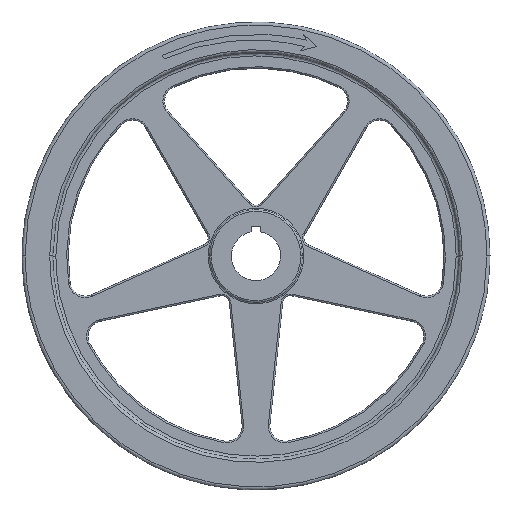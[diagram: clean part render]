
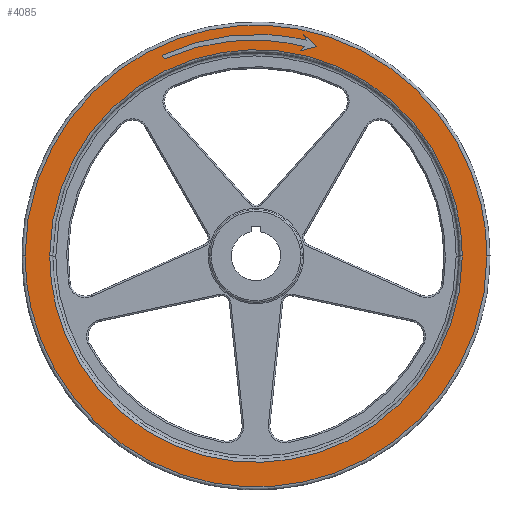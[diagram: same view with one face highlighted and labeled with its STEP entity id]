
A CAD part, left-side view. The second image highlights one B-rep face of the part: STEP entity #4085.
In plain terms, the highlighted free-form (B-spline) face has degree [1, 1] with [2, 2] control points.
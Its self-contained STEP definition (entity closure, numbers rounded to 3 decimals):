
#400 = VERTEX_POINT('',#401);
#401 = CARTESIAN_POINT('',(-8.711,-65.332,
    0.));
#407 = EDGE_CURVE('',#400,#408,#410,.T.);
#408 = VERTEX_POINT('',#409);
#409 = CARTESIAN_POINT('',(-8.711,65.332,
    0.));
#410 = ( BOUNDED_CURVE() B_SPLINE_CURVE(2,(#411,#412,#413,#414,#415),
.UNSPECIFIED.,.F.,.F.) B_SPLINE_CURVE_WITH_KNOTS((3,2,3),(1.571
,3.142,4.712),.PIECEWISE_BEZIER_KNOTS.) CURVE() 
GEOMETRIC_REPRESENTATION_ITEM() RATIONAL_B_SPLINE_CURVE((1.,
0.707,1.,0.707,1.)) REPRESENTATION_ITEM('') );
#411 = CARTESIAN_POINT('',(-8.711,-65.332,
    0.));
#412 = CARTESIAN_POINT('',(-8.711,-65.332,
    -65.332));
#413 = CARTESIAN_POINT('',(-8.711,0.,
    -65.332));
#414 = CARTESIAN_POINT('',(-8.711,65.332,
    -65.332));
#415 = CARTESIAN_POINT('',(-8.711,65.332,
    0.));
#444 = EDGE_CURVE('',#408,#400,#445,.T.);
#445 = ( BOUNDED_CURVE() B_SPLINE_CURVE(2,(#446,#447,#448,#449,#450),
.UNSPECIFIED.,.F.,.F.) B_SPLINE_CURVE_WITH_KNOTS((3,2,3),(4.712
,6.283,7.854),.PIECEWISE_BEZIER_KNOTS.) CURVE() 
GEOMETRIC_REPRESENTATION_ITEM() RATIONAL_B_SPLINE_CURVE((1.,
0.707,1.,0.707,1.)) REPRESENTATION_ITEM('') );
#446 = CARTESIAN_POINT('',(-8.711,65.332,
    0.));
#447 = CARTESIAN_POINT('',(-8.711,65.332,
    65.332));
#448 = CARTESIAN_POINT('',(-8.711,0.,
    65.332));
#449 = CARTESIAN_POINT('',(-8.711,-65.332,
    65.332));
#450 = CARTESIAN_POINT('',(-8.711,-65.332,
    0.));
#476 = VERTEX_POINT('',#477);
#477 = CARTESIAN_POINT('',(-8.711,-58.363,
    0.));
#494 = VERTEX_POINT('',#495);
#495 = CARTESIAN_POINT('',(-8.711,58.363,
    0.));
#501 = EDGE_CURVE('',#476,#494,#502,.T.);
#502 = ( BOUNDED_CURVE() B_SPLINE_CURVE(2,(#503,#504,#505,#506,#507),
.UNSPECIFIED.,.F.,.F.) B_SPLINE_CURVE_WITH_KNOTS((3,2,3),(1.571
,3.142,4.712),.PIECEWISE_BEZIER_KNOTS.) CURVE() 
GEOMETRIC_REPRESENTATION_ITEM() RATIONAL_B_SPLINE_CURVE((1.,
0.707,1.,0.707,1.)) REPRESENTATION_ITEM('') );
#503 = CARTESIAN_POINT('',(-8.711,-58.363,
    0.));
#504 = CARTESIAN_POINT('',(-8.711,-58.363,
    -58.363));
#505 = CARTESIAN_POINT('',(-8.711,0.,
    -58.363));
#506 = CARTESIAN_POINT('',(-8.711,58.363,
    -58.363));
#507 = CARTESIAN_POINT('',(-8.711,58.363,
    0.));
#538 = EDGE_CURVE('',#494,#476,#539,.T.);
#539 = ( BOUNDED_CURVE() B_SPLINE_CURVE(2,(#540,#541,#542,#543,#544),
.UNSPECIFIED.,.F.,.F.) B_SPLINE_CURVE_WITH_KNOTS((3,2,3),(4.712
,6.283,7.854),.PIECEWISE_BEZIER_KNOTS.) CURVE() 
GEOMETRIC_REPRESENTATION_ITEM() RATIONAL_B_SPLINE_CURVE((1.,
0.707,1.,0.707,1.)) REPRESENTATION_ITEM('') );
#540 = CARTESIAN_POINT('',(-8.711,58.363,
    0.));
#541 = CARTESIAN_POINT('',(-8.711,58.363,
    58.363));
#542 = CARTESIAN_POINT('',(-8.711,0.,
    58.363));
#543 = CARTESIAN_POINT('',(-8.711,-58.363,
    58.363));
#544 = CARTESIAN_POINT('',(-8.711,-58.363,
    0.));
#4085 = ADVANCED_FACE('',(#4086,#4090,#4143),#4147,.F.);
#4086 = FACE_BOUND('',#4087,.T.);
#4087 = EDGE_LOOP('',(#4088,#4089));
#4088 = ORIENTED_EDGE('',*,*,#444,.F.);
#4089 = ORIENTED_EDGE('',*,*,#407,.F.);
#4090 = FACE_BOUND('',#4091,.T.);
#4091 = EDGE_LOOP('',(#4092,#4101,#4109,#4116,#4123,#4130,#4137));
#4092 = ORIENTED_EDGE('',*,*,#4093,.F.);
#4093 = EDGE_CURVE('',#4094,#4096,#4098,.T.);
#4094 = VERTEX_POINT('',#4095);
#4095 = CARTESIAN_POINT('',(-8.711,26.553,
    56.82));
#4096 = VERTEX_POINT('',#4097);
#4097 = CARTESIAN_POINT('',(-8.711,26.006,
    55.786));
#4098 = B_SPLINE_CURVE_WITH_KNOTS('',1,(#4099,#4100),.UNSPECIFIED.,.F.,
  .F.,(2,2),(-0.672,0.672),.PIECEWISE_BEZIER_KNOTS.);
#4099 = CARTESIAN_POINT('',(-8.711,26.553,
    56.82));
#4100 = CARTESIAN_POINT('',(-8.711,26.006,
    55.786));
#4101 = ORIENTED_EDGE('',*,*,#4102,.T.);
#4102 = EDGE_CURVE('',#4094,#4103,#4105,.T.);
#4103 = VERTEX_POINT('',#4104);
#4104 = CARTESIAN_POINT('',(-8.711,-14.213,
    61.087));
#4105 = ( BOUNDED_CURVE() B_SPLINE_CURVE(2,(#4106,#4107,#4108),
.UNSPECIFIED.,.F.,.F.) B_SPLINE_CURVE_WITH_KNOTS((3,3),(5.846,
6.512),.PIECEWISE_BEZIER_KNOTS.) CURVE() 
GEOMETRIC_REPRESENTATION_ITEM() RATIONAL_B_SPLINE_CURVE((1.,
0.945,1.)) REPRESENTATION_ITEM('') );
#4106 = CARTESIAN_POINT('',(-8.711,26.553,
    56.82));
#4107 = CARTESIAN_POINT('',(-8.711,6.908,
    66.001));
#4108 = CARTESIAN_POINT('',(-8.711,-14.213,
    61.087));
#4109 = ORIENTED_EDGE('',*,*,#4110,.T.);
#4110 = EDGE_CURVE('',#4103,#4111,#4113,.T.);
#4111 = VERTEX_POINT('',#4112);
#4112 = CARTESIAN_POINT('',(-8.711,-13.394,
    62.77));
#4113 = B_SPLINE_CURVE_WITH_KNOTS('',1,(#4114,#4115),.UNSPECIFIED.,.F.,
  .F.,(2,2),(-1.074,1.074),.PIECEWISE_BEZIER_KNOTS.);
#4114 = CARTESIAN_POINT('',(-8.711,-14.213,
    61.087));
#4115 = CARTESIAN_POINT('',(-8.711,-13.394,
    62.77));
#4116 = ORIENTED_EDGE('',*,*,#4117,.T.);
#4117 = EDGE_CURVE('',#4111,#4118,#4120,.T.);
#4118 = VERTEX_POINT('',#4119);
#4119 = CARTESIAN_POINT('',(-8.711,-17.176,
    59.252));
#4120 = B_SPLINE_CURVE_WITH_KNOTS('',1,(#4121,#4122),.UNSPECIFIED.,.F.,
  .F.,(2,2),(-2.965,2.965),.PIECEWISE_BEZIER_KNOTS.);
#4121 = CARTESIAN_POINT('',(-8.711,-13.394,
    62.77));
#4122 = CARTESIAN_POINT('',(-8.711,-17.176,
    59.252));
#4123 = ORIENTED_EDGE('',*,*,#4124,.T.);
#4124 = EDGE_CURVE('',#4118,#4125,#4127,.T.);
#4125 = VERTEX_POINT('',#4126);
#4126 = CARTESIAN_POINT('',(-8.711,-12.509,
    58.04));
#4127 = B_SPLINE_CURVE_WITH_KNOTS('',1,(#4128,#4129),.UNSPECIFIED.,.F.,
  .F.,(2,2),(-2.768,2.768),.PIECEWISE_BEZIER_KNOTS.);
#4128 = CARTESIAN_POINT('',(-8.711,-17.176,
    59.252));
#4129 = CARTESIAN_POINT('',(-8.711,-12.509,
    58.04));
#4130 = ORIENTED_EDGE('',*,*,#4131,.F.);
#4131 = EDGE_CURVE('',#4132,#4125,#4134,.T.);
#4132 = VERTEX_POINT('',#4133);
#4133 = CARTESIAN_POINT('',(-8.711,-13.808,
    59.252));
#4134 = B_SPLINE_CURVE_WITH_KNOTS('',1,(#4135,#4136),.UNSPECIFIED.,.F.,
  .F.,(2,2),(-1.02,1.02),.PIECEWISE_BEZIER_KNOTS.);
#4135 = CARTESIAN_POINT('',(-8.711,-13.808,
    59.252));
#4136 = CARTESIAN_POINT('',(-8.711,-12.509,
    58.04));
#4137 = ORIENTED_EDGE('',*,*,#4138,.F.);
#4138 = EDGE_CURVE('',#4096,#4132,#4139,.T.);
#4139 = ( BOUNDED_CURVE() B_SPLINE_CURVE(2,(#4140,#4141,#4142),
.UNSPECIFIED.,.F.,.F.) B_SPLINE_CURVE_WITH_KNOTS((3,3),(5.863,
6.529),.PIECEWISE_BEZIER_KNOTS.) CURVE() 
GEOMETRIC_REPRESENTATION_ITEM() RATIONAL_B_SPLINE_CURVE((1.,
0.945,1.)) REPRESENTATION_ITEM('') );
#4140 = CARTESIAN_POINT('',(-8.711,26.006,
    55.786));
#4141 = CARTESIAN_POINT('',(-8.711,6.698,
    64.402));
#4142 = CARTESIAN_POINT('',(-8.711,-13.808,
    59.252));
#4143 = FACE_BOUND('',#4144,.T.);
#4144 = EDGE_LOOP('',(#4145,#4146));
#4145 = ORIENTED_EDGE('',*,*,#501,.T.);
#4146 = ORIENTED_EDGE('',*,*,#538,.T.);
#4147 = B_SPLINE_SURFACE_WITH_KNOTS('',1,1,(
    (#4148,#4149)
    ,(#4150,#4151
    )),.UNSPECIFIED.,.F.,.F.,.F.,(2,2),(2,2),(-75.,75.),(-75.,75.),
  .PIECEWISE_BEZIER_KNOTS.);
#4148 = CARTESIAN_POINT('',(-8.711,-65.332,
    -65.332));
#4149 = CARTESIAN_POINT('',(-8.711,-65.332,
    65.332));
#4150 = CARTESIAN_POINT('',(-8.711,65.332,
    -65.332));
#4151 = CARTESIAN_POINT('',(-8.711,65.332,
    65.332));
